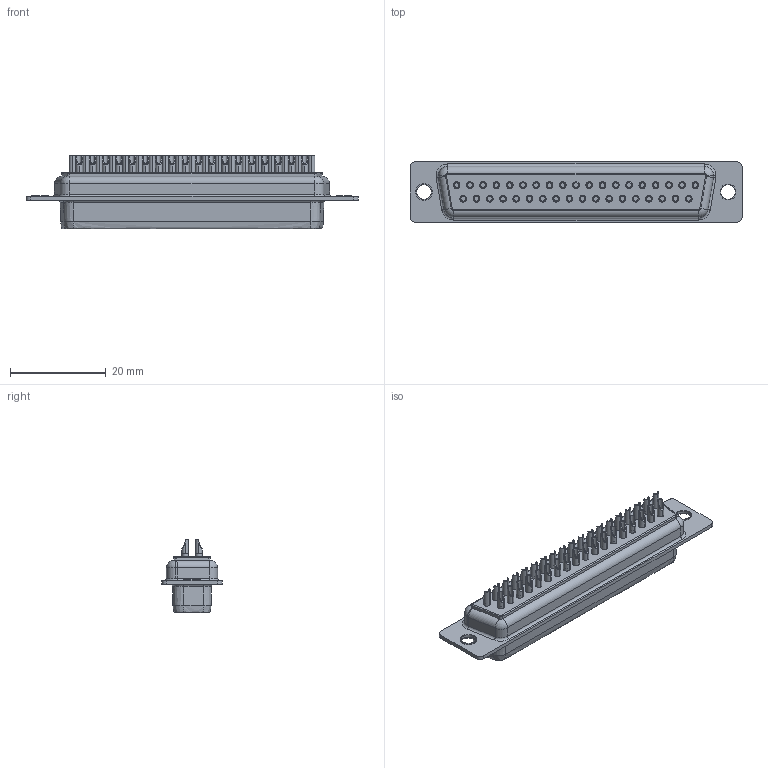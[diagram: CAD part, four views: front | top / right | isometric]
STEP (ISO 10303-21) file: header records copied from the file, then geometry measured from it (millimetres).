
FILE_DESCRIPTION (( 'STEP AP214' ), '1' );
FILE_NAME ('FDM3703-F0WS101W1K-REF.STEP', '2025-05-21T08:48:14', ( '' ), ( '' ), 'SwSTEP 2.0', 'SolidWorks 2021', '' );
FILE_SCHEMA (( 'AUTOMOTIVE_DESIGN' ));
Length unit declared in the file: millimetre
Products named in the file (1): FDM3703-F0WS101W1K-REF
Bounding box: 69.32 x 12.55 x 15.3 mm (x, y, z)
Volume: 5819.3 mm3; surface area: 4897.5 mm2
Topology: 1 solids, 1 shells, 542 faces, 1257 edges, 795 vertices
Faces by surface type: cylinder 297, plane 133, cone 79, torus 25, bspline 8
Entity records: 17227 total; most frequent: CARTESIAN_POINT 4757, DIRECTION 2711, ORIENTED_EDGE 2514, EDGE_CURVE 1257, AXIS2_PLACEMENT_3D 1129, VERTEX_POINT 795, EDGE_LOOP 624, CIRCLE 594
